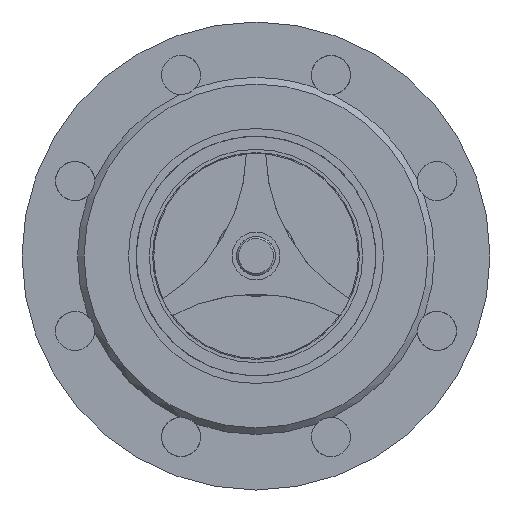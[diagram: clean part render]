
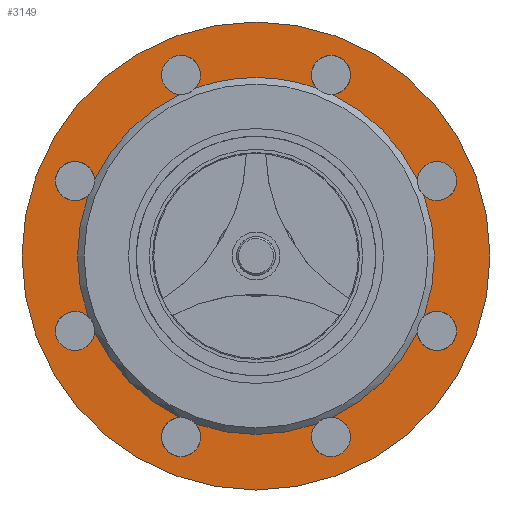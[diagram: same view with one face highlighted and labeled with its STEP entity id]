
A CAD part, left-side view. The second image highlights one B-rep face of the part: STEP entity #3149.
In plain terms, the highlighted face is planar.
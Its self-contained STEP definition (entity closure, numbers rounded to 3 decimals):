
#2761=CARTESIAN_POINT('',(15.,-77.177,-27.709));
#2762=VERTEX_POINT('',#2761);
#2763=CARTESIAN_POINT('',(15.,-74.165,-34.979));
#2764=VERTEX_POINT('',#2763);
#2778=CARTESIAN_POINT('',(15.,-83.149,-34.442));
#2779=DIRECTION('',(-1.0,0.,0.));
#2780=DIRECTION('',(0.,-0.707,-0.707));
#2781=AXIS2_PLACEMENT_3D('',#2778,#2779,#2780);
#2782=CIRCLE('',#2781,9.0);
#2783=EDGE_CURVE('',#2764,#2762,#2782,.T.);
#2804=CARTESIAN_POINT('',(15.,-74.165,34.979));
#2805=VERTEX_POINT('',#2804);
#2806=CARTESIAN_POINT('',(15.,-77.177,27.709));
#2807=VERTEX_POINT('',#2806);
#2821=CARTESIAN_POINT('',(15.,-83.149,34.442));
#2822=DIRECTION('',(-1.0,0.0,0.0));
#2823=DIRECTION('',(0.0,-1.0,0.0));
#2824=AXIS2_PLACEMENT_3D('',#2821,#2822,#2823);
#2825=CIRCLE('',#2824,9.0);
#2826=EDGE_CURVE('',#2807,#2805,#2825,.T.);
#2847=CARTESIAN_POINT('',(15.,-27.709,77.177));
#2848=VERTEX_POINT('',#2847);
#2849=CARTESIAN_POINT('',(15.,-34.979,74.165));
#2850=VERTEX_POINT('',#2849);
#2864=CARTESIAN_POINT('',(15.,-34.442,83.149));
#2865=DIRECTION('',(-1.0,0.,0.));
#2866=DIRECTION('',(0.,-0.707,0.707));
#2867=AXIS2_PLACEMENT_3D('',#2864,#2865,#2866);
#2868=CIRCLE('',#2867,9.0);
#2869=EDGE_CURVE('',#2850,#2848,#2868,.T.);
#2890=CARTESIAN_POINT('',(15.,34.979,74.165));
#2891=VERTEX_POINT('',#2890);
#2892=CARTESIAN_POINT('',(15.,27.709,77.177));
#2893=VERTEX_POINT('',#2892);
#2907=CARTESIAN_POINT('',(15.,34.442,83.149));
#2908=DIRECTION('',(-1.0,0.0,0.0));
#2909=DIRECTION('',(0.0,0.0,1.0));
#2910=AXIS2_PLACEMENT_3D('',#2907,#2908,#2909);
#2911=CIRCLE('',#2910,9.0);
#2912=EDGE_CURVE('',#2893,#2891,#2911,.T.);
#2933=CARTESIAN_POINT('',(15.,77.177,27.709));
#2934=VERTEX_POINT('',#2933);
#2935=CARTESIAN_POINT('',(15.,74.165,34.979));
#2936=VERTEX_POINT('',#2935);
#2950=CARTESIAN_POINT('',(15.,83.149,34.442));
#2951=DIRECTION('',(-1.0,0.,0.));
#2952=DIRECTION('',(0.,0.707,0.707));
#2953=AXIS2_PLACEMENT_3D('',#2950,#2951,#2952);
#2954=CIRCLE('',#2953,9.0);
#2955=EDGE_CURVE('',#2936,#2934,#2954,.T.);
#2976=CARTESIAN_POINT('',(15.,74.165,-34.979));
#2977=VERTEX_POINT('',#2976);
#2978=CARTESIAN_POINT('',(15.,77.177,-27.709));
#2979=VERTEX_POINT('',#2978);
#2993=CARTESIAN_POINT('',(15.,83.149,-34.442));
#2994=DIRECTION('',(-1.0,0.0,0.0));
#2995=DIRECTION('',(0.0,1.0,0.0));
#2996=AXIS2_PLACEMENT_3D('',#2993,#2994,#2995);
#2997=CIRCLE('',#2996,9.0);
#2998=EDGE_CURVE('',#2979,#2977,#2997,.T.);
#3019=CARTESIAN_POINT('',(15.,27.709,-77.177));
#3020=VERTEX_POINT('',#3019);
#3021=CARTESIAN_POINT('',(15.,34.979,-74.165));
#3022=VERTEX_POINT('',#3021);
#3036=CARTESIAN_POINT('',(15.,34.442,-83.149));
#3037=DIRECTION('',(-1.0,0.,0.));
#3038=DIRECTION('',(0.,0.707,-0.707));
#3039=AXIS2_PLACEMENT_3D('',#3036,#3037,#3038);
#3040=CIRCLE('',#3039,9.0);
#3041=EDGE_CURVE('',#3022,#3020,#3040,.T.);
#3057=CARTESIAN_POINT('',(15.,0.,-95.838));
#3058=DIRECTION('',(-1.0,0.0,0.0));
#3059=DIRECTION('',(0.0,0.0,-1.0));
#3060=AXIS2_PLACEMENT_3D('',#3057,#3058,#3059);
#3061=PLANE('',#3060);
#3062=CARTESIAN_POINT('',(15.,-107.5,0.));
#3063=VERTEX_POINT('',#3062);
#3064=CARTESIAN_POINT('',(15.,0.0,0.));
#3065=DIRECTION('',(-1.0,0.0,0.0));
#3066=DIRECTION('',(0.0,1.0,0.0));
#3067=AXIS2_PLACEMENT_3D('',#3064,#3065,#3066);
#3068=CIRCLE('',#3067,107.5);
#3069=EDGE_CURVE('',#3063,#3063,#3068,.T.);
#3070=ORIENTED_EDGE('',*,*,#3069,.F.);
#3071=EDGE_LOOP('',(#3070));
#3072=FACE_OUTER_BOUND('',#3071,.T.);
#3073=ORIENTED_EDGE('',*,*,#2783,.T.);
#3074=CARTESIAN_POINT('',(15.,0.,0.));
#3075=DIRECTION('',(-1.0,0.0,0.0));
#3076=DIRECTION('',(0.0,0.0,-1.0));
#3077=AXIS2_PLACEMENT_3D('',#3074,#3075,#3076);
#3078=CIRCLE('',#3077,82.);
#3079=EDGE_CURVE('',#2762,#2807,#3078,.T.);
#3080=ORIENTED_EDGE('',*,*,#3079,.T.);
#3081=ORIENTED_EDGE('',*,*,#2826,.T.);
#3082=CARTESIAN_POINT('',(15.,0.,0.));
#3083=DIRECTION('',(-1.0,0.0,0.0));
#3084=DIRECTION('',(0.0,0.0,-1.0));
#3085=AXIS2_PLACEMENT_3D('',#3082,#3083,#3084);
#3086=CIRCLE('',#3085,82.);
#3087=EDGE_CURVE('',#2805,#2850,#3086,.T.);
#3088=ORIENTED_EDGE('',*,*,#3087,.T.);
#3089=ORIENTED_EDGE('',*,*,#2869,.T.);
#3090=CARTESIAN_POINT('',(15.,0.,0.));
#3091=DIRECTION('',(-1.0,0.0,0.0));
#3092=DIRECTION('',(0.0,0.0,-1.0));
#3093=AXIS2_PLACEMENT_3D('',#3090,#3091,#3092);
#3094=CIRCLE('',#3093,82.);
#3095=EDGE_CURVE('',#2848,#2893,#3094,.T.);
#3096=ORIENTED_EDGE('',*,*,#3095,.T.);
#3097=ORIENTED_EDGE('',*,*,#2912,.T.);
#3098=CARTESIAN_POINT('',(15.,0.,0.));
#3099=DIRECTION('',(-1.0,0.0,0.0));
#3100=DIRECTION('',(0.0,0.0,-1.0));
#3101=AXIS2_PLACEMENT_3D('',#3098,#3099,#3100);
#3102=CIRCLE('',#3101,82.);
#3103=EDGE_CURVE('',#2891,#2936,#3102,.T.);
#3104=ORIENTED_EDGE('',*,*,#3103,.T.);
#3105=ORIENTED_EDGE('',*,*,#2955,.T.);
#3106=CARTESIAN_POINT('',(15.,0.,0.));
#3107=DIRECTION('',(-1.0,0.0,0.0));
#3108=DIRECTION('',(0.0,0.0,-1.0));
#3109=AXIS2_PLACEMENT_3D('',#3106,#3107,#3108);
#3110=CIRCLE('',#3109,82.);
#3111=EDGE_CURVE('',#2934,#2979,#3110,.T.);
#3112=ORIENTED_EDGE('',*,*,#3111,.T.);
#3113=ORIENTED_EDGE('',*,*,#2998,.T.);
#3114=CARTESIAN_POINT('',(15.,0.,0.));
#3115=DIRECTION('',(-1.0,0.0,0.0));
#3116=DIRECTION('',(0.0,0.0,-1.0));
#3117=AXIS2_PLACEMENT_3D('',#3114,#3115,#3116);
#3118=CIRCLE('',#3117,82.);
#3119=EDGE_CURVE('',#2977,#3022,#3118,.T.);
#3120=ORIENTED_EDGE('',*,*,#3119,.T.);
#3121=ORIENTED_EDGE('',*,*,#3041,.T.);
#3122=CARTESIAN_POINT('',(15.,-27.709,-77.177));
#3123=VERTEX_POINT('',#3122);
#3124=CARTESIAN_POINT('',(15.,0.,0.));
#3125=DIRECTION('',(-1.0,0.0,0.0));
#3126=DIRECTION('',(0.0,0.0,-1.0));
#3127=AXIS2_PLACEMENT_3D('',#3124,#3125,#3126);
#3128=CIRCLE('',#3127,82.);
#3129=EDGE_CURVE('',#3020,#3123,#3128,.T.);
#3130=ORIENTED_EDGE('',*,*,#3129,.T.);
#3131=CARTESIAN_POINT('',(15.,-34.979,-74.165));
#3132=VERTEX_POINT('',#3131);
#3133=CARTESIAN_POINT('',(15.,-34.442,-83.149));
#3134=DIRECTION('',(1.0,0.0,0.0));
#3135=DIRECTION('',(0.0,0.0,-1.0));
#3136=AXIS2_PLACEMENT_3D('',#3133,#3134,#3135);
#3137=CIRCLE('',#3136,9.0);
#3138=EDGE_CURVE('',#3132,#3123,#3137,.T.);
#3139=ORIENTED_EDGE('',*,*,#3138,.F.);
#3140=CARTESIAN_POINT('',(15.,0.,0.));
#3141=DIRECTION('',(-1.0,0.0,0.0));
#3142=DIRECTION('',(0.0,0.0,-1.0));
#3143=AXIS2_PLACEMENT_3D('',#3140,#3141,#3142);
#3144=CIRCLE('',#3143,82.);
#3145=EDGE_CURVE('',#3132,#2764,#3144,.T.);
#3146=ORIENTED_EDGE('',*,*,#3145,.T.);
#3147=EDGE_LOOP('',(#3073,#3080,#3081,#3088,#3089,#3096,#3097,#3104,#3105,#3112,#3113,#3120,#3121,#3130,#3139,#3146));
#3148=FACE_BOUND('',#3147,.T.);
#3149=ADVANCED_FACE('',(#3072,#3148),#3061,.F.);
